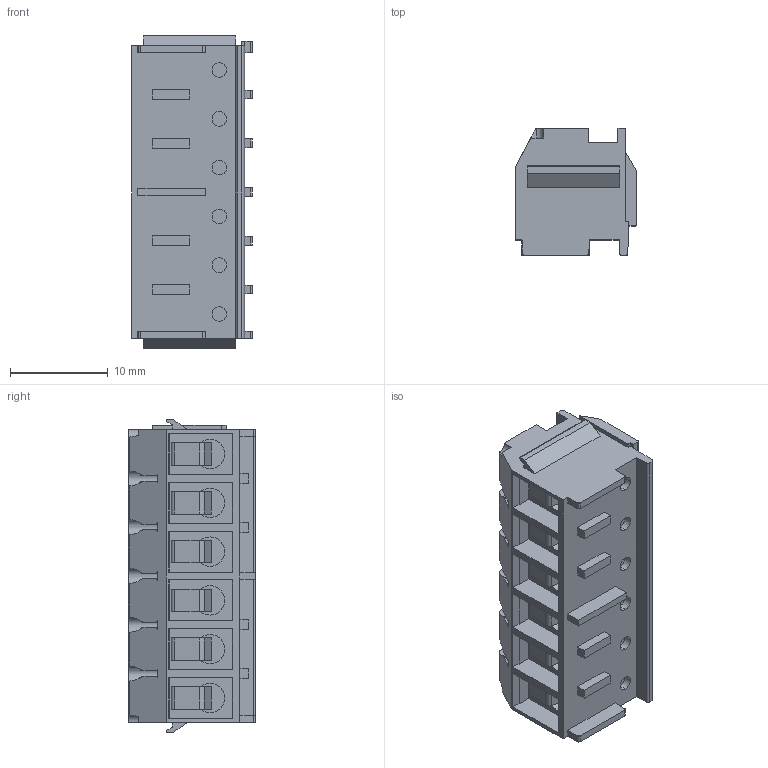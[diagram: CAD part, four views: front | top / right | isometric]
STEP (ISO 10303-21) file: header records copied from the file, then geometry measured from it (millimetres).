
FILE_DESCRIPTION((''),'2;1');
FILE_NAME('TL241T','2024-12-06T',('yanfa'),(''),'PRO/ENGINEER BY PARAMETRIC TECHNOLOGY CORPORATION, 2009280','PRO/ENGINEER BY PARAMETRIC TECHNOLOGY CORPORATION, 2009280','');
FILE_SCHEMA(('AUTOMOTIVE_DESIGN_CC2 { 1 2 10303 214 -1 1 5 2 }'));
Length unit declared in the file: millimetre
Products named in the file (1): TL241T
Bounding box: 12.4 x 13 x 32 mm (x, y, z)
Volume: 2895.6 mm3; surface area: 3271.6 mm2
Topology: 1 solids, 1 shells, 514 faces, 1345 edges, 876 vertices
Faces by surface type: plane 282, cylinder 152, cone 36, extrusion 32, torus 12
Entity records: 16256 total; most frequent: CARTESIAN_POINT 3433, ORIENTED_EDGE 2690, DIRECTION 2589, EDGE_CURVE 1345, VECTOR 921, LINE 889, VERTEX_POINT 876, AXIS2_PLACEMENT_3D 834
